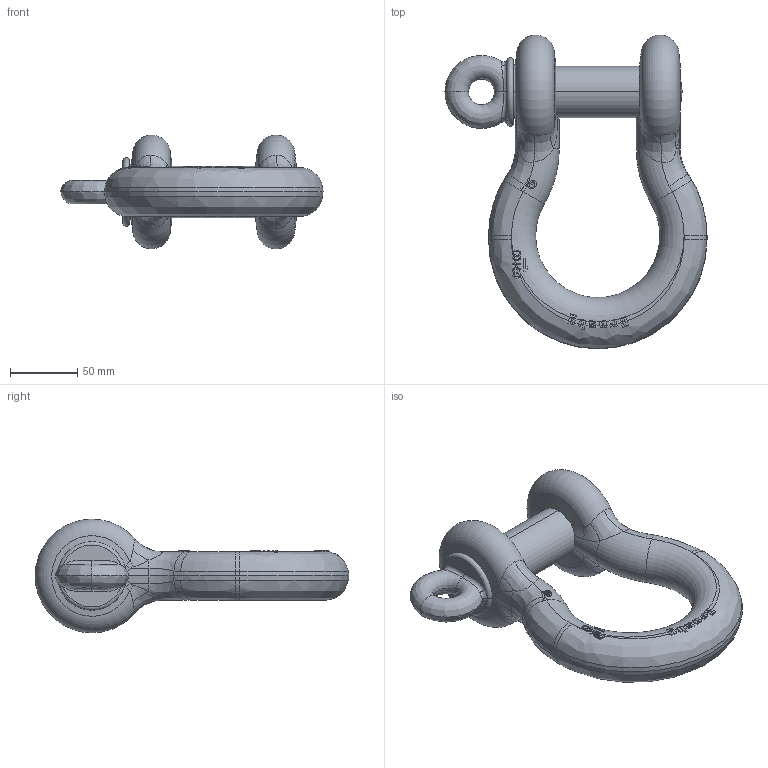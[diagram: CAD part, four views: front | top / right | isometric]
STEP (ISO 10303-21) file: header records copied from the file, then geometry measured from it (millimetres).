
FILE_DESCRIPTION((''),'2;1');
FILE_NAME('CROSBY_209_138','2003-11-18T',('adoughty'),('The Crosby Group, Inc.'),'PRO/ENGINEER BY PARAMETRIC TECHNOLOGY CORPORATION, 2001150','PRO/ENGINEER BY PARAMETRIC TECHNOLOGY CORPORATION, 2001150','');
FILE_SCHEMA(('CONFIG_CONTROL_DESIGN'));
Length unit declared in the file: inch
Products named in the file (1): CROSBY_209_138
Bounding box: 194.35 x 232.66 x 84.29 mm (x, y, z)
Volume: 740612.9 mm3; surface area: 94995.1 mm2
Topology: 2 solids, 2 shells, 379 faces, 1053 edges, 674 vertices
Faces by surface type: plane 234, bspline 79, torus 26, cylinder 24, cone 16
Entity records: 16886 total; most frequent: CARTESIAN_POINT 8486, ORIENTED_EDGE 2102, DIRECTION 1202, EDGE_CURVE 1051, VERTEX_POINT 674, B_SPLINE_CURVE_WITH_KNOTS 569, AXIS2_PLACEMENT_3D 420, EDGE_LOOP 383
